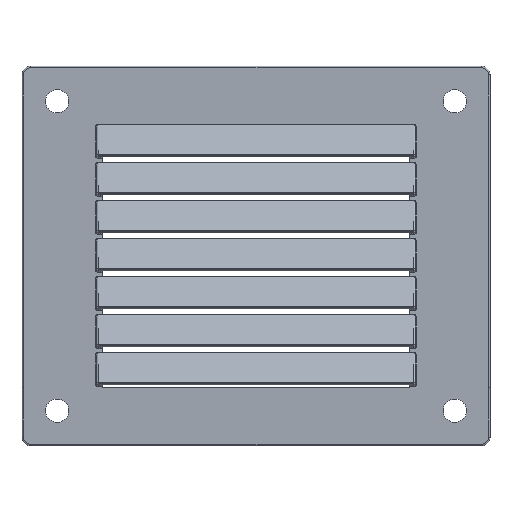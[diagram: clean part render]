
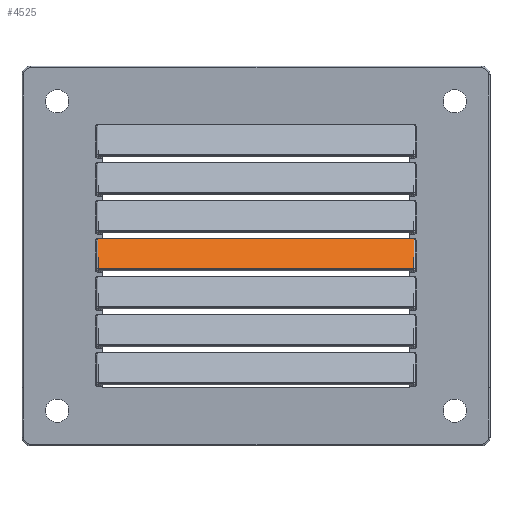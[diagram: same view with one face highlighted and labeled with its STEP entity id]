
A CAD part, top view. The second image highlights one B-rep face of the part: STEP entity #4525.
In plain terms, the highlighted planar face has unit normal (0, 0.643, 0.766).
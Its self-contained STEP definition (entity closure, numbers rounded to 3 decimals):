
#218 = ORIENTED_EDGE ( 'NONE', *, *, #2649, .T. ) ;
#278 = AXIS2_PLACEMENT_3D ( 'NONE', #6475, #7113, #3610 ) ;
#629 = DIRECTION ( 'NONE',  ( 0., 0.766, -0.643 ) ) ;
#766 = LINE ( 'NONE', #2930, #2958 ) ;
#950 = CARTESIAN_POINT ( 'NONE',  ( 52.5, 76., 3. ) ) ;
#963 = CARTESIAN_POINT ( 'NONE',  ( 54., 65.821, 11.541 ) ) ;
#1486 = EDGE_CURVE ( 'NONE', #3669, #3978, #4616, .T. ) ;
#1505 = CARTESIAN_POINT ( 'NONE',  ( 52.5, 76., 3. ) ) ;
#1845 = VERTEX_POINT ( 'NONE', #5261 ) ;
#1920 = LINE ( 'NONE', #6183, #3767 ) ;
#2168 = ORIENTED_EDGE ( 'NONE', *, *, #6088, .T. ) ;
#2239 = CARTESIAN_POINT ( 'NONE',  ( -52.5, 75.861, 3.117 ) ) ;
#2327 = ORIENTED_EDGE ( 'NONE', *, *, #4971, .T. ) ;
#2601 = CARTESIAN_POINT ( 'NONE',  ( 54., 76., 3. ) ) ;
#2649 = EDGE_CURVE ( 'NONE', #8503, #6876, #7347, .T. ) ;
#2733 = VERTEX_POINT ( 'NONE', #7330 ) ;
#2742 = ORIENTED_EDGE ( 'NONE', *, *, #6795, .T. ) ;
#2930 = CARTESIAN_POINT ( 'NONE',  ( -54., 76., 3. ) ) ;
#2958 = VECTOR ( 'NONE', #3549, 1000. ) ;
#3168 = EDGE_CURVE ( 'NONE', #6975, #8503, #7276, .T. ) ;
#3549 = DIRECTION ( 'NONE',  ( 0., -0.766, 0.643 ) ) ;
#3610 = DIRECTION ( 'NONE',  ( 0., 0.766, -0.643 ) ) ;
#3669 = VERTEX_POINT ( 'NONE', #4951 ) ;
#3713 = DIRECTION ( 'NONE',  ( -1., 0., 0. ) ) ;
#3767 = VECTOR ( 'NONE', #5519, 1000. ) ;
#3845 = CARTESIAN_POINT ( 'NONE',  ( -52.5, 76., 3. ) ) ;
#3978 = VERTEX_POINT ( 'NONE', #5361 ) ;
#4007 = ORIENTED_EDGE ( 'NONE', *, *, #8118, .T. ) ;
#4026 = ORIENTED_EDGE ( 'NONE', *, *, #3168, .T. ) ;
#4077 = VECTOR ( 'NONE', #629, 1000. ) ;
#4185 = LINE ( 'NONE', #1505, #4077 ) ;
#4237 = VECTOR ( 'NONE', #7302, 1000. ) ;
#4296 = FACE_OUTER_BOUND ( 'NONE', #8952, .T. ) ;
#4525 = ADVANCED_FACE ( 'NONE', ( #4296 ), #7942, .F. ) ;
#4616 = LINE ( 'NONE', #7950, #8020 ) ;
#4634 = LINE ( 'NONE', #2601, #5768 ) ;
#4742 = EDGE_CURVE ( 'NONE', #1845, #2733, #766, .T. ) ;
#4951 = CARTESIAN_POINT ( 'NONE',  ( 54., 75.861, 3.117 ) ) ;
#4971 = EDGE_CURVE ( 'NONE', #7637, #3669, #4634, .T. ) ;
#5071 = LINE ( 'NONE', #7835, #6743 ) ;
#5211 = DIRECTION ( 'NONE',  ( -1., 0., 0. ) ) ;
#5261 = CARTESIAN_POINT ( 'NONE',  ( -54., 75.861, 3.117 ) ) ;
#5361 = CARTESIAN_POINT ( 'NONE',  ( 52.5, 75.861, 3.117 ) ) ;
#5430 = VECTOR ( 'NONE', #5211, 1000. ) ;
#5519 = DIRECTION ( 'NONE',  ( 1., 0., 0. ) ) ;
#5768 = VECTOR ( 'NONE', #6714, 1000. ) ;
#6088 = EDGE_CURVE ( 'NONE', #6876, #1845, #5071, .T. ) ;
#6183 = CARTESIAN_POINT ( 'NONE',  ( 52.5, 65.821, 11.541 ) ) ;
#6475 = CARTESIAN_POINT ( 'NONE',  ( 52.5, 76., 3. ) ) ;
#6714 = DIRECTION ( 'NONE',  ( 0., 0.766, -0.643 ) ) ;
#6743 = VECTOR ( 'NONE', #8617, 1000. ) ;
#6795 = EDGE_CURVE ( 'NONE', #3978, #6975, #4185, .T. ) ;
#6876 = VERTEX_POINT ( 'NONE', #2239 ) ;
#6975 = VERTEX_POINT ( 'NONE', #950 ) ;
#7113 = DIRECTION ( 'NONE',  ( 0., -0.643, -0.766 ) ) ;
#7276 = LINE ( 'NONE', #7972, #5430 ) ;
#7302 = DIRECTION ( 'NONE',  ( 0., -0.766, 0.643 ) ) ;
#7330 = CARTESIAN_POINT ( 'NONE',  ( -54., 65.821, 11.541 ) ) ;
#7347 = LINE ( 'NONE', #3845, #4237 ) ;
#7637 = VERTEX_POINT ( 'NONE', #963 ) ;
#7835 = CARTESIAN_POINT ( 'NONE',  ( 52.5, 75.861, 3.117 ) ) ;
#7942 = PLANE ( 'NONE',  #278 ) ;
#7950 = CARTESIAN_POINT ( 'NONE',  ( 52.5, 75.861, 3.117 ) ) ;
#7972 = CARTESIAN_POINT ( 'NONE',  ( 52.5, 76., 3. ) ) ;
#8020 = VECTOR ( 'NONE', #3713, 1000. ) ;
#8118 = EDGE_CURVE ( 'NONE', #2733, #7637, #1920, .T. ) ;
#8223 = CARTESIAN_POINT ( 'NONE',  ( -52.5, 76., 3. ) ) ;
#8494 = ORIENTED_EDGE ( 'NONE', *, *, #1486, .T. ) ;
#8503 = VERTEX_POINT ( 'NONE', #8223 ) ;
#8567 = ORIENTED_EDGE ( 'NONE', *, *, #4742, .T. ) ;
#8617 = DIRECTION ( 'NONE',  ( -1., 0., 0. ) ) ;
#8952 = EDGE_LOOP ( 'NONE', ( #2327, #8494, #2742, #4026, #218, #2168, #8567, #4007 ) ) ;
